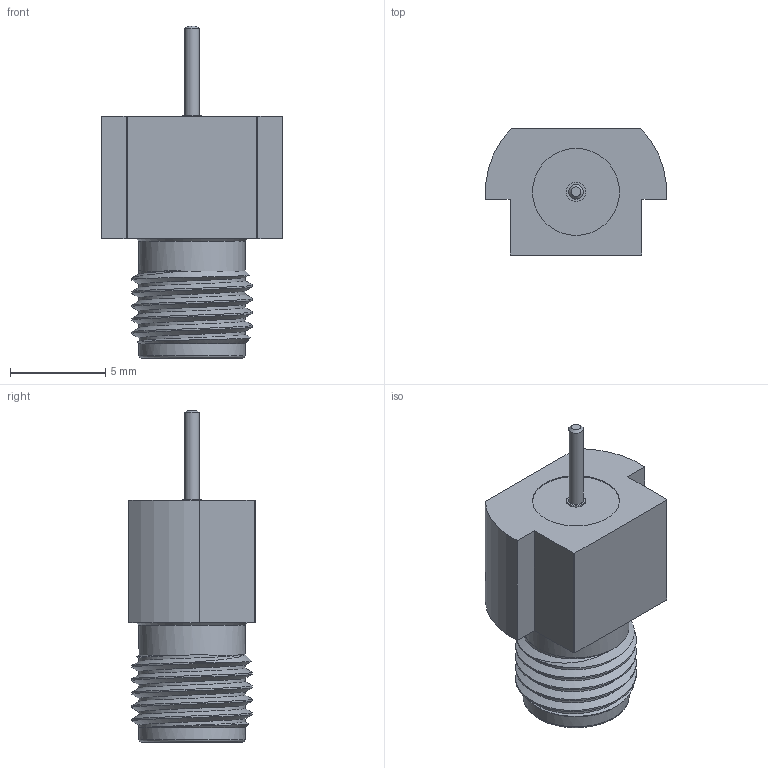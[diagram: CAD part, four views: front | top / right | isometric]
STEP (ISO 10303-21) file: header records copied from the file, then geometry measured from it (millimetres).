
FILE_DESCRIPTION (( 'STEP AP203' ), '1' );
FILE_NAME ('FMCN44208_3D.step', '2022-11-29T23:04:38', ( '' ), ( '' ), 'SwSTEP 2.0', 'SolidWorks 2021', '' );
FILE_SCHEMA (( 'CONFIG_CONTROL_DESIGN' ));
Length unit declared in the file: inch
Products named in the file (1): FMCN44208_3D
Bounding box: 9.49 x 6.65 x 17.45 mm (x, y, z)
Volume: 472.3 mm3; surface area: 503.8 mm2
Topology: 1 solids, 1 shells, 38 faces, 80 edges, 51 vertices
Faces by surface type: plane 15, cylinder 13, cone 6, bspline 3, torus 1
Full cylindrical faces by diameter (mm): 0.762 x1, 0.94 x1, 1.016 x1, 1.194 x1, 4.572 x2, 5.582 x2
Entity records: 2119 total; most frequent: CARTESIAN_POINT 1308, DIRECTION 152, ORIENTED_EDGE 128, AXIS2_PLACEMENT_3D 65, EDGE_CURVE 64, EDGE_LOOP 58, VERTEX_POINT 48, FACE_OUTER_BOUND 47
